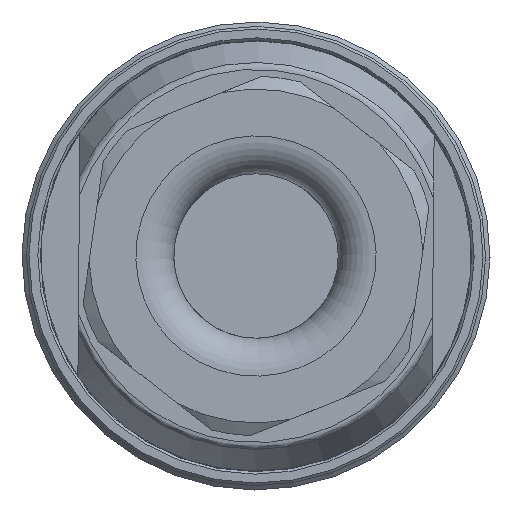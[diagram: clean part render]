
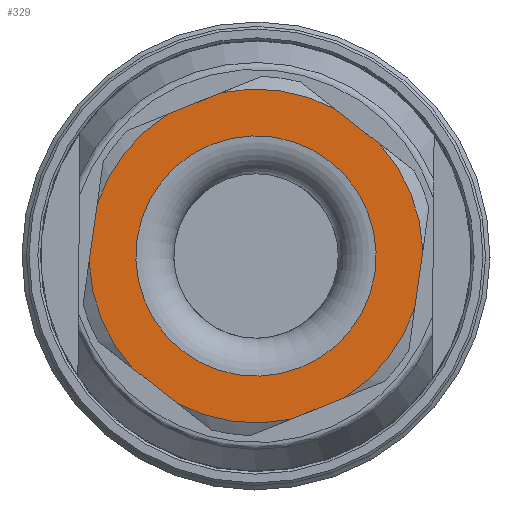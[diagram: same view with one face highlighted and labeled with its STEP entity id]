
A CAD part, left-side view. The second image highlights one B-rep face of the part: STEP entity #329.
In plain terms, the highlighted planar face has unit normal (-1, 0, 0).
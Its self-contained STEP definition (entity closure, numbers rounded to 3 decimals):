
#329=ADVANCED_FACE('',(#825,#826),#414,.T.);
#414=PLANE('',#2347);
#567=LINE('',#3577,#737);
#568=LINE('',#3578,#738);
#569=LINE('',#3579,#739);
#570=LINE('',#3580,#740);
#571=LINE('',#3581,#741);
#572=LINE('',#3582,#742);
#737=VECTOR('',#2879,1.);
#738=VECTOR('',#2880,1.);
#739=VECTOR('',#2881,1.);
#740=VECTOR('',#2882,1.);
#741=VECTOR('',#2883,1.);
#742=VECTOR('',#2884,1.);
#825=FACE_BOUND('',#970,.T.);
#826=FACE_BOUND('',#971,.T.);
#970=EDGE_LOOP('',(#1444));
#971=EDGE_LOOP('',(#1445,#1446,#1447,#1448,#1449,#1450,#1451,#1452,#1453,
#1454,#1455,#1456));
#1444=ORIENTED_EDGE('',*,*,#1999,.T.);
#1445=ORIENTED_EDGE('',*,*,#2024,.T.);
#1446=ORIENTED_EDGE('',*,*,#2021,.T.);
#1447=ORIENTED_EDGE('',*,*,#2025,.T.);
#1448=ORIENTED_EDGE('',*,*,#2017,.T.);
#1449=ORIENTED_EDGE('',*,*,#2026,.T.);
#1450=ORIENTED_EDGE('',*,*,#2001,.T.);
#1451=ORIENTED_EDGE('',*,*,#2027,.T.);
#1452=ORIENTED_EDGE('',*,*,#2005,.T.);
#1453=ORIENTED_EDGE('',*,*,#2028,.T.);
#1454=ORIENTED_EDGE('',*,*,#2009,.T.);
#1455=ORIENTED_EDGE('',*,*,#2029,.T.);
#1456=ORIENTED_EDGE('',*,*,#2013,.T.);
#1734=VERTEX_POINT('',#3485);
#1735=VERTEX_POINT('',#3491);
#1737=VERTEX_POINT('',#3494);
#1739=VERTEX_POINT('',#3506);
#1741=VERTEX_POINT('',#3509);
#1743=VERTEX_POINT('',#3521);
#1745=VERTEX_POINT('',#3524);
#1747=VERTEX_POINT('',#3536);
#1749=VERTEX_POINT('',#3539);
#1751=VERTEX_POINT('',#3551);
#1753=VERTEX_POINT('',#3554);
#1755=VERTEX_POINT('',#3566);
#1757=VERTEX_POINT('',#3569);
#1999=EDGE_CURVE('',#1734,#1734,#2142,.T.);
#2001=EDGE_CURVE('',#1737,#1735,#2143,.T.);
#2005=EDGE_CURVE('',#1741,#1739,#2145,.T.);
#2009=EDGE_CURVE('',#1745,#1743,#2147,.T.);
#2013=EDGE_CURVE('',#1749,#1747,#2149,.T.);
#2017=EDGE_CURVE('',#1753,#1751,#2151,.T.);
#2021=EDGE_CURVE('',#1757,#1755,#2153,.T.);
#2024=EDGE_CURVE('',#1747,#1757,#567,.T.);
#2025=EDGE_CURVE('',#1755,#1753,#568,.T.);
#2026=EDGE_CURVE('',#1751,#1737,#569,.T.);
#2027=EDGE_CURVE('',#1735,#1741,#570,.T.);
#2028=EDGE_CURVE('',#1739,#1745,#571,.T.);
#2029=EDGE_CURVE('',#1743,#1749,#572,.T.);
#2142=CIRCLE('',#2327,4.75);
#2143=CIRCLE('',#2329,6.6);
#2145=CIRCLE('',#2332,6.6);
#2147=CIRCLE('',#2335,6.6);
#2149=CIRCLE('',#2338,6.6);
#2151=CIRCLE('',#2341,6.6);
#2153=CIRCLE('',#2344,6.6);
#2327=AXIS2_PLACEMENT_3D('',#3484,#2839,#2840);
#2329=AXIS2_PLACEMENT_3D('',#3493,#2843,#2844);
#2332=AXIS2_PLACEMENT_3D('',#3508,#2849,#2850);
#2335=AXIS2_PLACEMENT_3D('',#3523,#2855,#2856);
#2338=AXIS2_PLACEMENT_3D('',#3538,#2861,#2862);
#2341=AXIS2_PLACEMENT_3D('',#3553,#2867,#2868);
#2344=AXIS2_PLACEMENT_3D('',#3568,#2873,#2874);
#2347=AXIS2_PLACEMENT_3D('',#3583,#2885,#2886);
#2839=DIRECTION('',(1.,0.,0.));
#2840=DIRECTION('',(0.,0.927,-0.374));
#2843=DIRECTION('',(-1.,0.,0.));
#2844=DIRECTION('',(0.,0.927,-0.374));
#2849=DIRECTION('',(-1.,0.,0.));
#2850=DIRECTION('',(0.,0.927,-0.374));
#2855=DIRECTION('',(-1.,0.,0.));
#2856=DIRECTION('',(0.,0.927,-0.374));
#2861=DIRECTION('',(-1.,0.,0.));
#2862=DIRECTION('',(0.,0.927,-0.374));
#2867=DIRECTION('',(-1.,0.,0.));
#2868=DIRECTION('',(0.,0.927,-0.374));
#2873=DIRECTION('',(-1.,0.,0.));
#2874=DIRECTION('',(0.,0.927,-0.374));
#2879=DIRECTION('',(0.,-0.927,0.374));
#2880=DIRECTION('',(0.,-0.14,0.99));
#2881=DIRECTION('',(0.,0.788,0.616));
#2882=DIRECTION('',(0.,0.927,-0.374));
#2883=DIRECTION('',(0.,0.14,-0.99));
#2884=DIRECTION('',(0.,-0.788,-0.616));
#2885=DIRECTION('',(-1.,0.,0.));
#2886=DIRECTION('',(0.,0.927,-0.374));
#3484=CARTESIAN_POINT('',(-24.8,0.,0.));
#3485=CARTESIAN_POINT('',(-24.8,4.405,-1.777));
#3491=CARTESIAN_POINT('',(-24.8,1.37,6.456));
#3493=CARTESIAN_POINT('',(-24.8,0.,0.));
#3494=CARTESIAN_POINT('',(-24.8,-3.103,5.825));
#3506=CARTESIAN_POINT('',(-24.8,6.276,2.041));
#3508=CARTESIAN_POINT('',(-24.8,0.,0.));
#3509=CARTESIAN_POINT('',(-24.8,3.493,5.6));
#3521=CARTESIAN_POINT('',(-24.8,4.906,-4.415));
#3523=CARTESIAN_POINT('',(-24.8,0.,0.));
#3524=CARTESIAN_POINT('',(-24.8,6.596,-0.225));
#3536=CARTESIAN_POINT('',(-24.8,-1.37,-6.456));
#3538=CARTESIAN_POINT('',(-24.8,0.,0.));
#3539=CARTESIAN_POINT('',(-24.8,3.103,-5.825));
#3551=CARTESIAN_POINT('',(-24.8,-4.906,4.415));
#3553=CARTESIAN_POINT('',(-24.8,0.,0.));
#3554=CARTESIAN_POINT('',(-24.8,-6.596,0.225));
#3566=CARTESIAN_POINT('',(-24.8,-6.276,-2.041));
#3568=CARTESIAN_POINT('',(-24.8,0.,0.));
#3569=CARTESIAN_POINT('',(-24.8,-3.493,-5.6));
#3577=CARTESIAN_POINT('',(-24.8,2.205,-7.899));
#3578=CARTESIAN_POINT('',(-24.8,-5.738,-5.859));
#3579=CARTESIAN_POINT('',(-24.8,-7.943,2.04));
#3580=CARTESIAN_POINT('',(-24.8,-2.205,7.899));
#3581=CARTESIAN_POINT('',(-24.8,5.738,5.859));
#3582=CARTESIAN_POINT('',(-24.8,7.943,-2.04));
#3583=CARTESIAN_POINT('',(-24.8,0.,0.));
